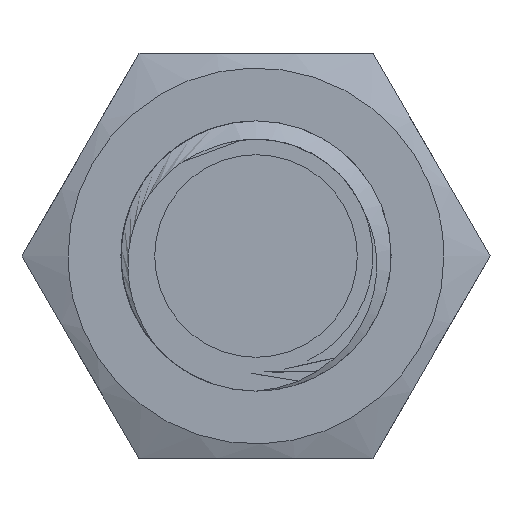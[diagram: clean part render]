
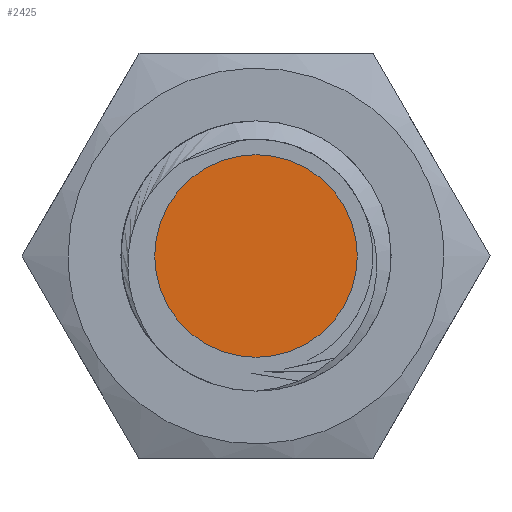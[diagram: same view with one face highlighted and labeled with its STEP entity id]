
A CAD part, left-side view. The second image highlights one B-rep face of the part: STEP entity #2425.
In plain terms, the highlighted planar face has unit normal (-1, 0, 0).
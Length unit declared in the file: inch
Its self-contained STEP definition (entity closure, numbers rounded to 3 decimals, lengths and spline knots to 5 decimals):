
#301 = ORIENTED_EDGE ( 'NONE', *, *, #4227, .F. ) ;
#507 = VERTEX_POINT ( 'NONE', #6786 ) ;
#1066 = CARTESIAN_POINT ( 'NONE',  ( 0.09365, 0., -8.95651 ) ) ;
#2375 = AXIS2_PLACEMENT_3D ( 'NONE', #6794, #7700, #3315 ) ;
#2384 = AXIS2_PLACEMENT_3D ( 'NONE', #11444, #13691, #8140 ) ;
#2412 = PLANE ( 'NONE',  #2384 ) ;
#2425 = ADVANCED_FACE ( 'NONE', ( #12160 ), #2412, .F. ) ;
#2609 = EDGE_LOOP ( 'NONE', ( #301, #13041 ) ) ;
#3315 = DIRECTION ( 'NONE',  ( 0., 0., -1. ) ) ;
#3732 = DIRECTION ( 'NONE',  ( 1., 0., 0. ) ) ;
#4227 = EDGE_CURVE ( 'NONE', #5615, #507, #8019, .T. ) ;
#5303 = AXIS2_PLACEMENT_3D ( 'NONE', #13672, #3732, #7073 ) ;
#5615 = VERTEX_POINT ( 'NONE', #1066 ) ;
#6786 = CARTESIAN_POINT ( 'NONE',  ( 0.09365, 0., -8.72029 ) ) ;
#6794 = CARTESIAN_POINT ( 'NONE',  ( 0.09365, 0., -8.8384 ) ) ;
#7073 = DIRECTION ( 'NONE',  ( 0., 0., -1. ) ) ;
#7374 = CIRCLE ( 'NONE', #2375, 0.11811 ) ;
#7522 = EDGE_CURVE ( 'NONE', #507, #5615, #7374, .T. ) ;
#7700 = DIRECTION ( 'NONE',  ( 1., 0., 0. ) ) ;
#8019 = CIRCLE ( 'NONE', #5303, 0.11811 ) ;
#8140 = DIRECTION ( 'NONE',  ( 0., 0., -1. ) ) ;
#11444 = CARTESIAN_POINT ( 'NONE',  ( 0.09365, 0., -8.8384 ) ) ;
#12160 = FACE_OUTER_BOUND ( 'NONE', #2609, .T. ) ;
#13041 = ORIENTED_EDGE ( 'NONE', *, *, #7522, .F. ) ;
#13672 = CARTESIAN_POINT ( 'NONE',  ( 0.09365, 0., -8.8384 ) ) ;
#13691 = DIRECTION ( 'NONE',  ( 1., 0., 0. ) ) ;
